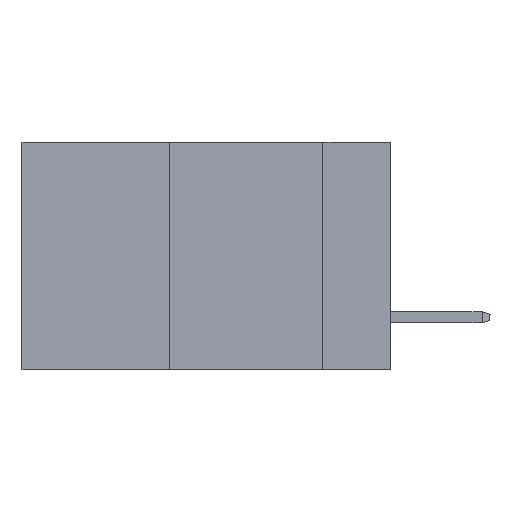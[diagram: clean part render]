
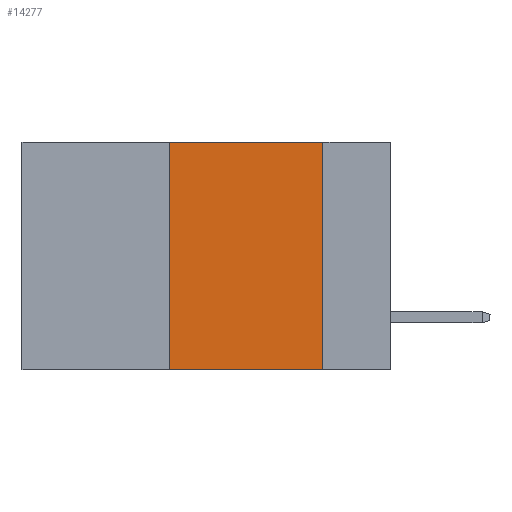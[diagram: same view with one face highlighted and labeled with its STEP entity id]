
A CAD part, left-side view. The second image highlights one B-rep face of the part: STEP entity #14277.
In plain terms, the highlighted planar face has unit normal (-1, 0, 0).
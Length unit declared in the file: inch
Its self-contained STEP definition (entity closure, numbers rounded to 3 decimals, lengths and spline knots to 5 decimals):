
#384 = VERTEX_POINT ( 'NONE', #3263 ) ;
#2524 = EDGE_CURVE ( 'NONE', #3590, #12167, #8487, .T. ) ;
#3263 = CARTESIAN_POINT ( 'NONE',  ( 0., 0.11, 0. ) ) ;
#3281 = CARTESIAN_POINT ( 'NONE',  ( 0., 0.6, 0. ) ) ;
#3590 = VERTEX_POINT ( 'NONE', #3797 ) ;
#3797 = CARTESIAN_POINT ( 'NONE',  ( 0., 0.36, -0.37 ) ) ;
#4666 = ORIENTED_EDGE ( 'NONE', *, *, #2524, .T. ) ;
#5783 = VECTOR ( 'NONE', #8586, 39.37008 ) ;
#6620 = VECTOR ( 'NONE', #23510, 39.37008 ) ;
#6846 = CARTESIAN_POINT ( 'NONE',  ( 0., 0.6, 0. ) ) ;
#6887 = FACE_OUTER_BOUND ( 'NONE', #25471, .T. ) ;
#7500 = DIRECTION ( 'NONE',  ( 0., 0., -1. ) ) ;
#7911 = AXIS2_PLACEMENT_3D ( 'NONE', #6846, #14632, #12558 ) ;
#8487 = LINE ( 'NONE', #25392, #6620 ) ;
#8586 = DIRECTION ( 'NONE',  ( 0., 0., 1. ) ) ;
#8924 = LINE ( 'NONE', #3281, #20389 ) ;
#10496 = CARTESIAN_POINT ( 'NONE',  ( 0., 0.36, 0. ) ) ;
#11135 = CARTESIAN_POINT ( 'NONE',  ( 0., 0.11, -0.37 ) ) ;
#11971 = VECTOR ( 'NONE', #7500, 39.37008 ) ;
#12167 = VERTEX_POINT ( 'NONE', #11135 ) ;
#12558 = DIRECTION ( 'NONE',  ( 0., 0., -1. ) ) ;
#13219 = DIRECTION ( 'NONE',  ( 0., -1., 0. ) ) ;
#13234 = LINE ( 'NONE', #15465, #11971 ) ;
#14277 = ADVANCED_FACE ( 'NONE', ( #6887 ), #16711, .F. ) ;
#14632 = DIRECTION ( 'NONE',  ( 1., 0., 0. ) ) ;
#15465 = CARTESIAN_POINT ( 'NONE',  ( 0., 0.11, 0. ) ) ;
#15976 = LINE ( 'NONE', #10496, #5783 ) ;
#16290 = VERTEX_POINT ( 'NONE', #20248 ) ;
#16554 = EDGE_CURVE ( 'NONE', #16290, #384, #8924, .T. ) ;
#16711 = PLANE ( 'NONE',  #7911 ) ;
#17497 = ORIENTED_EDGE ( 'NONE', *, *, #23053, .F. ) ;
#17623 = EDGE_CURVE ( 'NONE', #3590, #16290, #15976, .T. ) ;
#20248 = CARTESIAN_POINT ( 'NONE',  ( 0., 0.36, 0. ) ) ;
#20296 = ORIENTED_EDGE ( 'NONE', *, *, #16554, .F. ) ;
#20389 = VECTOR ( 'NONE', #13219, 39.37008 ) ;
#22557 = ORIENTED_EDGE ( 'NONE', *, *, #17623, .F. ) ;
#23053 = EDGE_CURVE ( 'NONE', #384, #12167, #13234, .T. ) ;
#23510 = DIRECTION ( 'NONE',  ( 0., -1., 0. ) ) ;
#25392 = CARTESIAN_POINT ( 'NONE',  ( 0., 0.6, -0.37 ) ) ;
#25471 = EDGE_LOOP ( 'NONE', ( #17497, #20296, #22557, #4666 ) ) ;
